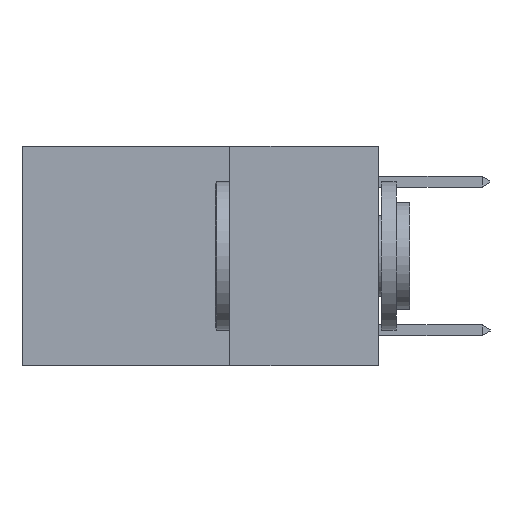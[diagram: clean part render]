
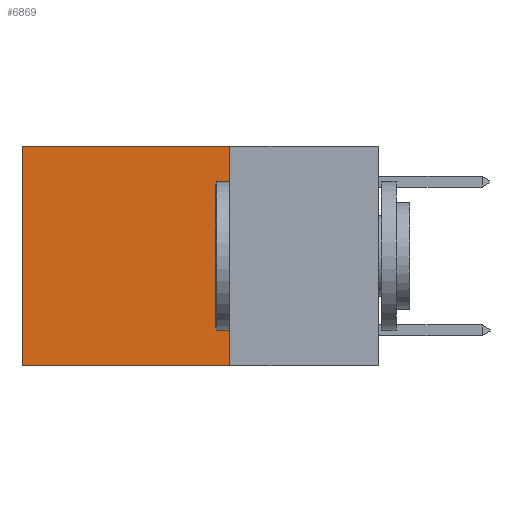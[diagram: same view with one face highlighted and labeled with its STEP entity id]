
A CAD part, left-side view. The second image highlights one B-rep face of the part: STEP entity #6869.
In plain terms, the highlighted planar face has unit normal (-1, 0, 0).
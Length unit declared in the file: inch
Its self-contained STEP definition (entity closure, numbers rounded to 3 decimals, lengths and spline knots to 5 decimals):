
#527 = VECTOR ( 'NONE', #1956, 39.37008 ) ;
#621 = EDGE_CURVE ( 'NONE', #1879, #2552, #3391, .T. ) ;
#1590 = VERTEX_POINT ( 'NONE', #3381 ) ;
#1879 = VERTEX_POINT ( 'NONE', #3327 ) ;
#1956 = DIRECTION ( 'NONE',  ( 0., 0., -1. ) ) ;
#1986 = VECTOR ( 'NONE', #8163, 39.37008 ) ;
#2013 = EDGE_CURVE ( 'NONE', #2552, #1590, #5371, .T. ) ;
#2266 = DIRECTION ( 'NONE',  ( 1., 0., 0. ) ) ;
#2552 = VERTEX_POINT ( 'NONE', #3675 ) ;
#2585 = CARTESIAN_POINT ( 'NONE',  ( 0.2625, 0.25, 0. ) ) ;
#3133 = DIRECTION ( 'NONE',  ( 0., 0., -1. ) ) ;
#3327 = CARTESIAN_POINT ( 'NONE',  ( 0.2625, 0.25, 0. ) ) ;
#3381 = CARTESIAN_POINT ( 'NONE',  ( 0.2625, 0.6, -0.37 ) ) ;
#3391 = LINE ( 'NONE', #2585, #4812 ) ;
#3675 = CARTESIAN_POINT ( 'NONE',  ( 0.2625, 0.25, -0.37 ) ) ;
#3785 = ORIENTED_EDGE ( 'NONE', *, *, #8133, .T. ) ;
#3834 = CARTESIAN_POINT ( 'NONE',  ( 0.2625, 0.25, 0. ) ) ;
#3890 = LINE ( 'NONE', #3834, #1986 ) ;
#4121 = CARTESIAN_POINT ( 'NONE',  ( 0.2625, 0.6, 0. ) ) ;
#4179 = CARTESIAN_POINT ( 'NONE',  ( 0.2625, 0.6, 0. ) ) ;
#4183 = VERTEX_POINT ( 'NONE', #4179 ) ;
#4325 = DIRECTION ( 'NONE',  ( 0., 1., 0. ) ) ;
#4653 = ORIENTED_EDGE ( 'NONE', *, *, #2013, .F. ) ;
#4812 = VECTOR ( 'NONE', #3133, 39.37008 ) ;
#5123 = CARTESIAN_POINT ( 'NONE',  ( 0.2625, 0.25, 0. ) ) ;
#5371 = LINE ( 'NONE', #7200, #7068 ) ;
#5467 = ORIENTED_EDGE ( 'NONE', *, *, #5701, .T. ) ;
#5701 = EDGE_CURVE ( 'NONE', #1879, #4183, #3890, .T. ) ;
#5850 = PLANE ( 'NONE',  #6772 ) ;
#6355 = ORIENTED_EDGE ( 'NONE', *, *, #621, .F. ) ;
#6772 = AXIS2_PLACEMENT_3D ( 'NONE', #5123, #2266, #7318 ) ;
#6869 = ADVANCED_FACE ( 'NONE', ( #7136 ), #5850, .F. ) ;
#7068 = VECTOR ( 'NONE', #4325, 39.37008 ) ;
#7136 = FACE_OUTER_BOUND ( 'NONE', #7967, .T. ) ;
#7200 = CARTESIAN_POINT ( 'NONE',  ( 0.2625, 0.25, -0.37 ) ) ;
#7318 = DIRECTION ( 'NONE',  ( 0., 0., -1. ) ) ;
#7967 = EDGE_LOOP ( 'NONE', ( #3785, #4653, #6355, #5467 ) ) ;
#8133 = EDGE_CURVE ( 'NONE', #4183, #1590, #8485, .T. ) ;
#8163 = DIRECTION ( 'NONE',  ( 0., 1., 0. ) ) ;
#8485 = LINE ( 'NONE', #4121, #527 ) ;
